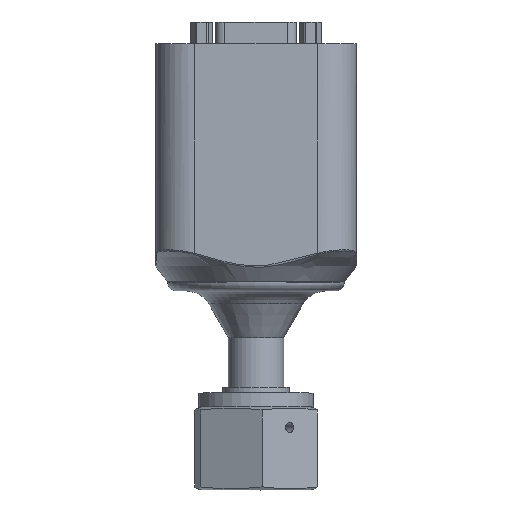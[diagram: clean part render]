
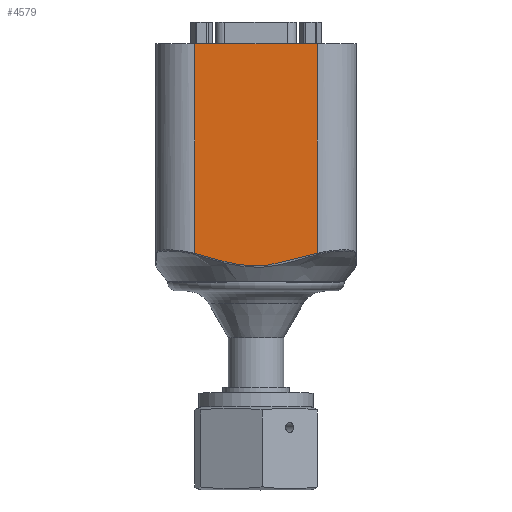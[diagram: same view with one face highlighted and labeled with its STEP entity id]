
A CAD part, top view. The second image highlights one B-rep face of the part: STEP entity #4579.
In plain terms, the highlighted planar face has unit normal (0, 0, 1).
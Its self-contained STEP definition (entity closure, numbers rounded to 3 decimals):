
#3187=CARTESIAN_POINT('',(-14.,6.355,22.931));
#3188=VERTEX_POINT('',#3187);
#3278=CARTESIAN_POINT('',(13.948,6.341,22.931));
#3279=VERTEX_POINT('',#3278);
#3286=CARTESIAN_POINT('',(-13.948,6.341,22.931));
#3287=VERTEX_POINT('',#3286);
#3288=CARTESIAN_POINT('',(13.948,6.341,22.931));
#3289=CARTESIAN_POINT('',(11.341,5.634,22.931));
#3290=CARTESIAN_POINT('',(7.261,4.338,22.931));
#3291=CARTESIAN_POINT('',(1.9,3.456,22.931));
#3292=CARTESIAN_POINT('',(-1.897,3.457,22.931));
#3293=CARTESIAN_POINT('',(-7.265,4.334,22.931));
#3294=CARTESIAN_POINT('',(-11.341,5.634,22.931));
#3295=CARTESIAN_POINT('',(-13.948,6.341,22.931));
#3296=B_SPLINE_CURVE_WITH_KNOTS('',3,(#3288,#3289,#3290,#3291,#3292,#3293,#3294,#3295),.UNSPECIFIED.,.F.,.U.,(4,1,1,1,1,4),(-11.699,-10.928,-10.543,-10.158,-9.773,-9.003),.UNSPECIFIED.);
#3297=EDGE_CURVE('',#3279,#3287,#3296,.T.);
#3339=CARTESIAN_POINT('',(-13.948,6.341,22.931));
#3340=CARTESIAN_POINT('',(-13.965,6.346,22.931));
#3341=CARTESIAN_POINT('',(-13.983,6.351,22.931));
#3342=CARTESIAN_POINT('',(-14.,6.355,22.931));
#3343=B_SPLINE_CURVE_WITH_KNOTS('',3,(#3339,#3340,#3341,#3342),.UNSPECIFIED.,.F.,.U.,(4,4),(-1.431,-1.426),.UNSPECIFIED.);
#3344=EDGE_CURVE('',#3287,#3188,#3343,.T.);
#3382=CARTESIAN_POINT('',(14.,6.355,22.931));
#3383=VERTEX_POINT('',#3382);
#3441=CARTESIAN_POINT('',(14.,6.355,22.931));
#3442=CARTESIAN_POINT('',(13.983,6.351,22.931));
#3443=CARTESIAN_POINT('',(13.965,6.346,22.931));
#3444=CARTESIAN_POINT('',(13.948,6.341,22.931));
#3445=B_SPLINE_CURVE_WITH_KNOTS('',3,(#3441,#3442,#3443,#3444),.UNSPECIFIED.,.F.,.U.,(4,4),(-0.005,0.),.UNSPECIFIED.);
#3446=EDGE_CURVE('',#3383,#3279,#3445,.T.);
#4536=CARTESIAN_POINT('',(14.,54.48,22.931));
#4537=VERTEX_POINT('',#4536);
#4545=CARTESIAN_POINT('',(14.,6.355,22.931));
#4546=DIRECTION('',(0.0,1.0,0.0));
#4547=VECTOR('',#4546,48.125);
#4548=LINE('',#4545,#4547);
#4549=EDGE_CURVE('',#3383,#4537,#4548,.T.);
#4554=CARTESIAN_POINT('',(-14.,0.0,22.931));
#4555=DIRECTION('',(0.0,0.0,1.0));
#4556=DIRECTION('',(1.0,0.0,0.0));
#4557=AXIS2_PLACEMENT_3D('',#4554,#4555,#4556);
#4558=PLANE('',#4557);
#4559=ORIENTED_EDGE('',*,*,#3446,.F.);
#4560=ORIENTED_EDGE('',*,*,#4549,.T.);
#4561=CARTESIAN_POINT('',(-14.,54.48,22.931));
#4562=VERTEX_POINT('',#4561);
#4563=CARTESIAN_POINT('',(-14.,54.48,22.931));
#4564=DIRECTION('',(1.0,0.0,0.0));
#4565=VECTOR('',#4564,28.);
#4566=LINE('',#4563,#4565);
#4567=EDGE_CURVE('',#4562,#4537,#4566,.T.);
#4568=ORIENTED_EDGE('',*,*,#4567,.F.);
#4569=CARTESIAN_POINT('',(-14.,6.355,22.931));
#4570=DIRECTION('',(0.0,1.0,0.0));
#4571=VECTOR('',#4570,48.125);
#4572=LINE('',#4569,#4571);
#4573=EDGE_CURVE('',#3188,#4562,#4572,.T.);
#4574=ORIENTED_EDGE('',*,*,#4573,.F.);
#4575=ORIENTED_EDGE('',*,*,#3344,.F.);
#4576=ORIENTED_EDGE('',*,*,#3297,.F.);
#4577=EDGE_LOOP('',(#4559,#4560,#4568,#4574,#4575,#4576));
#4578=FACE_OUTER_BOUND('',#4577,.T.);
#4579=ADVANCED_FACE('',(#4578),#4558,.T.);
